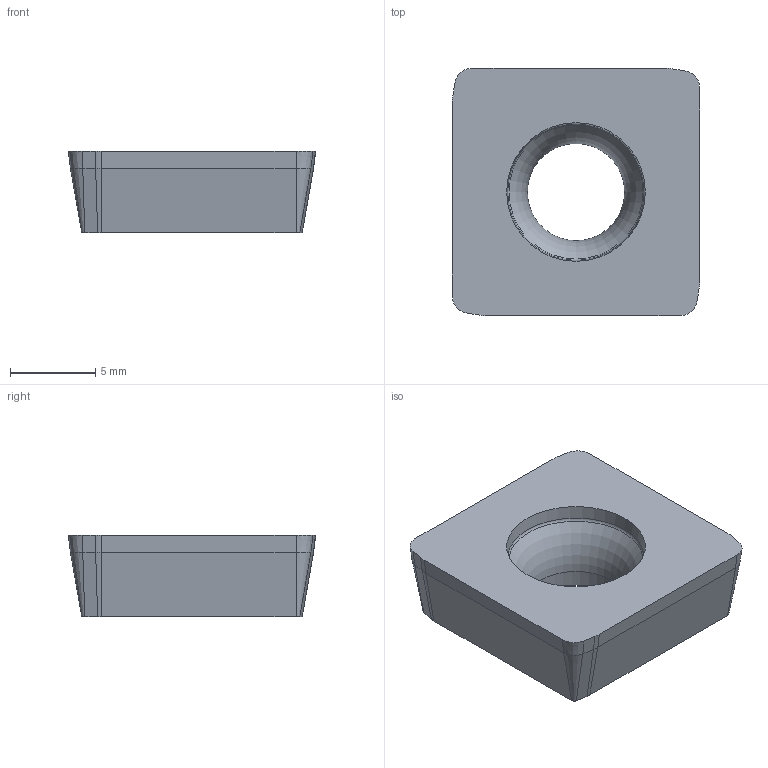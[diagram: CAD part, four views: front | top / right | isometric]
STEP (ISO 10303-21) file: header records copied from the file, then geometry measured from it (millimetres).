
FILE_DESCRIPTION(/* description */ (''),/* implementation_level */ '2;1');
FILE_NAME(/* name */ '1539261623251.stp',/* time_stamp */ '2018-10-11T14:40:38+02:00',/* author */ (''),/* organization */ ('SMS'),/* preprocessor_version */ 'ST-DEVELOPER v15',/* originating_system */ 'SIEMENS PLM Software NX 8.5',/* authorisation */ '');
FILE_SCHEMA (('AUTOMOTIVE_DESIGN { 1 0 10303 214 3 1 1 1 }'));
Length unit declared in the file: millimetre
Products named in the file (1): 201920887mod000_00
Bounding box: 14.5 x 14.5 x 4.76 mm (x, y, z)
Volume: 732.4 mm3; surface area: 660.4 mm2
Topology: 1 solids, 1 shells, 38 faces, 90 edges, 56 vertices
Faces by surface type: plane 18, cone 17, torus 2, cylinder 1
Full cylindrical faces by diameter (mm): 5.7 x1
Entity records: 1195 total; most frequent: CARTESIAN_POINT 260, DIRECTION 196, ORIENTED_EDGE 170, EDGE_CURVE 85, AXIS2_PLACEMENT_3D 70, LINE 56, VECTOR 56, VERTEX_POINT 53
